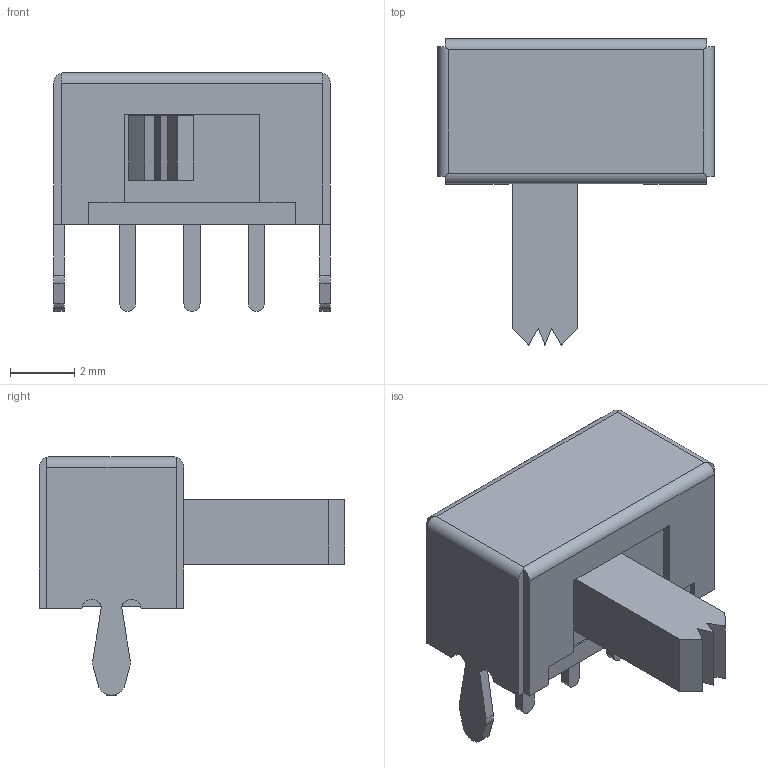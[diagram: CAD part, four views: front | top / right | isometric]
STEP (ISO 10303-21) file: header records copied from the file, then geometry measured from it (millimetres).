
FILE_DESCRIPTION(/* description */ ('Unknown'),/* implementation_level */ '2;1');
FILE_NAME(/* name */ 'SLW-864574-5A-RA-N-D',/* time_stamp */ '2025-01-21T11:53:06+02:00',/* author */ ('Unknown'),/* organization */ ('Unknown'),/* preprocessor_version */ 'ST-DEVELOPER v18.102',/* originating_system */ 'Solid Edge',/* authorisation */ 'Unknown');
FILE_SCHEMA (('AUTOMOTIVE_DESIGN {1 0 10303 214 3 1 1}'));
Length unit declared in the file: millimetre
Products named in the file (1): SLW-864574-5A-RA-N-D
Bounding box: 8.6 x 9.5 x 7.4 mm (x, y, z)
Volume: 197.4 mm3; surface area: 268.7 mm2
Topology: 1 solids, 1 shells, 91 faces, 241 edges, 156 vertices
Faces by surface type: plane 71, cylinder 20
Entity records: 3458 total; most frequent: CARTESIAN_POINT 489, ORIENTED_EDGE 482, DIRECTION 477, EDGE_CURVE 241, LINE 189, VECTOR 189, VERTEX_POINT 156, AXIS2_PLACEMENT_3D 144
